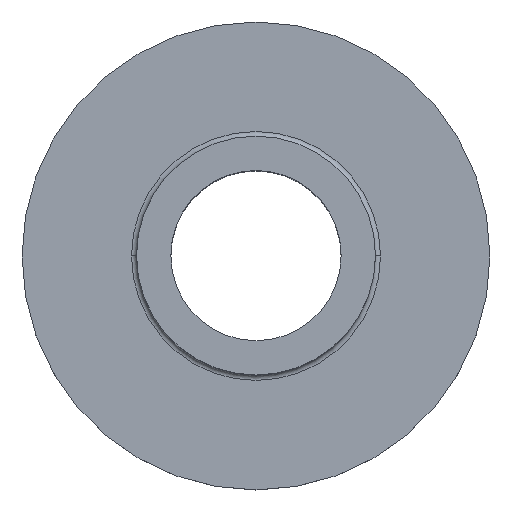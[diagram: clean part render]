
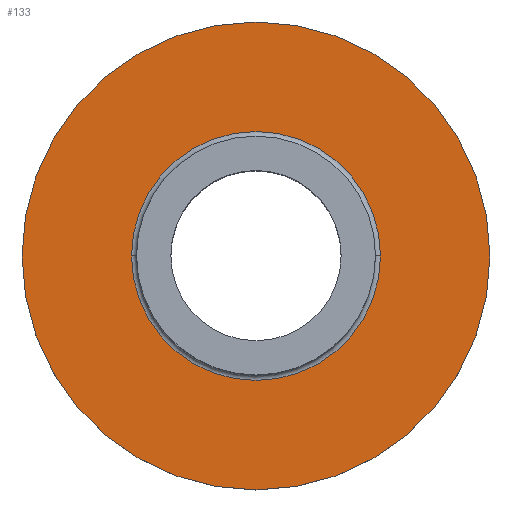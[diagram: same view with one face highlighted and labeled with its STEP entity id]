
A CAD part, top view. The second image highlights one B-rep face of the part: STEP entity #133.
In plain terms, the highlighted planar face has unit normal (0, 0, 1).
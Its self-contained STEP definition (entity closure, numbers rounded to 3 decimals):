
#28 = DIRECTION ( 'NONE',  ( 0., 0., -1. ) ) ;
#36 = AXIS2_PLACEMENT_3D ( 'NONE', #405, #169, #480 ) ;
#40 = EDGE_LOOP ( 'NONE', ( #239, #286 ) ) ;
#47 = DIRECTION ( 'NONE',  ( -1., 0., 0. ) ) ;
#55 = CARTESIAN_POINT ( 'NONE',  ( 0., 0., -23. ) ) ;
#69 = DIRECTION ( 'NONE',  ( -1., 0., 0. ) ) ;
#77 = CARTESIAN_POINT ( 'NONE',  ( 0., 23.5, -23. ) ) ;
#87 = CARTESIAN_POINT ( 'NONE',  ( 0., 0., -23. ) ) ;
#93 = DIRECTION ( 'NONE',  ( -1., 0., 0. ) ) ;
#97 = AXIS2_PLACEMENT_3D ( 'NONE', #439, #167, #403 ) ;
#102 = VERTEX_POINT ( 'NONE', #114 ) ;
#107 = VERTEX_POINT ( 'NONE', #389 ) ;
#114 = CARTESIAN_POINT ( 'NONE',  ( -23.5, 0., -23. ) ) ;
#132 = CARTESIAN_POINT ( 'NONE',  ( 23.5, 0., -23. ) ) ;
#133 = ADVANCED_FACE ( 'NONE', ( #388, #416 ), #280, .F. ) ;
#139 = CARTESIAN_POINT ( 'NONE',  ( 12.5, 0., -23. ) ) ;
#167 = DIRECTION ( 'NONE',  ( 0., 0., 1. ) ) ;
#169 = DIRECTION ( 'NONE',  ( 0., 0., 1. ) ) ;
#181 = EDGE_LOOP ( 'NONE', ( #307, #315 ) ) ;
#182 = AXIS2_PLACEMENT_3D ( 'NONE', #87, #329, #47 ) ;
#211 = AXIS2_PLACEMENT_3D ( 'NONE', #77, #353, #69 ) ;
#239 = ORIENTED_EDGE ( 'NONE', *, *, #454, .T. ) ;
#269 = EDGE_CURVE ( 'NONE', #461, #107, #476, .T. ) ;
#280 = PLANE ( 'NONE',  #211 ) ;
#281 = EDGE_CURVE ( 'NONE', #102, #427, #377, .T. ) ;
#286 = ORIENTED_EDGE ( 'NONE', *, *, #281, .T. ) ;
#300 = AXIS2_PLACEMENT_3D ( 'NONE', #55, #28, #93 ) ;
#307 = ORIENTED_EDGE ( 'NONE', *, *, #355, .T. ) ;
#315 = ORIENTED_EDGE ( 'NONE', *, *, #269, .T. ) ;
#329 = DIRECTION ( 'NONE',  ( 0., 0., -1. ) ) ;
#353 = DIRECTION ( 'NONE',  ( 0., 0., -1. ) ) ;
#355 = EDGE_CURVE ( 'NONE', #107, #461, #382, .T. ) ;
#377 = CIRCLE ( 'NONE', #97, 23.5 ) ;
#382 = CIRCLE ( 'NONE', #300, 12.5 ) ;
#388 = FACE_BOUND ( 'NONE', #181, .T. ) ;
#389 = CARTESIAN_POINT ( 'NONE',  ( -12.5, 0., -23. ) ) ;
#403 = DIRECTION ( 'NONE',  ( 1., 0., 0. ) ) ;
#405 = CARTESIAN_POINT ( 'NONE',  ( 0., 0., -23. ) ) ;
#416 = FACE_OUTER_BOUND ( 'NONE', #40, .T. ) ;
#427 = VERTEX_POINT ( 'NONE', #132 ) ;
#439 = CARTESIAN_POINT ( 'NONE',  ( 0., 0., -23. ) ) ;
#454 = EDGE_CURVE ( 'NONE', #427, #102, #458, .T. ) ;
#458 = CIRCLE ( 'NONE', #36, 23.5 ) ;
#461 = VERTEX_POINT ( 'NONE', #139 ) ;
#476 = CIRCLE ( 'NONE', #182, 12.5 ) ;
#480 = DIRECTION ( 'NONE',  ( 1., 0., 0. ) ) ;
